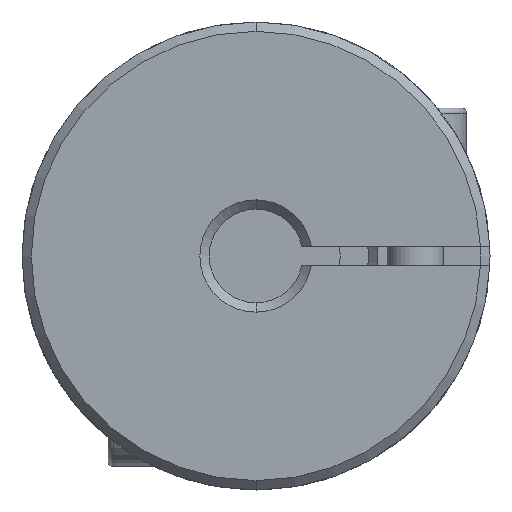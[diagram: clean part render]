
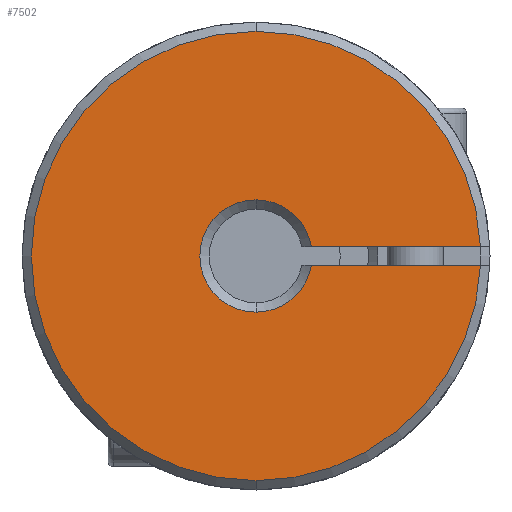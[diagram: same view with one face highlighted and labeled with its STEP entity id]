
A CAD part, front view. The second image highlights one B-rep face of the part: STEP entity #7502.
In plain terms, the highlighted planar face has unit normal (0, -1, 0).
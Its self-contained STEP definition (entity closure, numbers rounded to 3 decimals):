
#31 = DIRECTION ( 'NONE',  ( 0., -1., 0. ) ) ;
#364 = DIRECTION ( 'NONE',  ( 0., 1., 0. ) ) ;
#580 = ORIENTED_EDGE ( 'NONE', *, *, #5480, .T. ) ;
#878 = DIRECTION ( 'NONE',  ( 0., -1., 0. ) ) ;
#985 = VERTEX_POINT ( 'NONE', #8896 ) ;
#1078 = DIRECTION ( 'NONE',  ( -1., 0., 0. ) ) ;
#1096 = CARTESIAN_POINT ( 'NONE',  ( 0., 0., 0. ) ) ;
#1190 = DIRECTION ( 'NONE',  ( 0., 0., -1. ) ) ;
#1201 = EDGE_CURVE ( 'NONE', #8888, #9963, #3934, .T. ) ;
#1471 = EDGE_CURVE ( 'NONE', #4581, #4003, #7372, .T. ) ;
#1484 = VERTEX_POINT ( 'NONE', #9141 ) ;
#1736 = CARTESIAN_POINT ( 'NONE',  ( 0., 0., -12. ) ) ;
#1882 = DIRECTION ( 'NONE',  ( 1., 0., 0. ) ) ;
#2013 = AXIS2_PLACEMENT_3D ( 'NONE', #2271, #31, #3082 ) ;
#2026 = AXIS2_PLACEMENT_3D ( 'NONE', #6509, #2628, #6815 ) ;
#2271 = CARTESIAN_POINT ( 'NONE',  ( 0., 0., 0. ) ) ;
#2339 = ORIENTED_EDGE ( 'NONE', *, *, #2572, .F. ) ;
#2572 = EDGE_CURVE ( 'NONE', #1484, #4003, #7953, .T. ) ;
#2628 = DIRECTION ( 'NONE',  ( 0., 1., 0. ) ) ;
#2686 = ORIENTED_EDGE ( 'NONE', *, *, #4597, .T. ) ;
#2708 = DIRECTION ( 'NONE',  ( 0., 0., -1. ) ) ;
#2841 = PLANE ( 'NONE',  #7445 ) ;
#3024 = VERTEX_POINT ( 'NONE', #8610 ) ;
#3037 = ORIENTED_EDGE ( 'NONE', *, *, #1201, .T. ) ;
#3082 = DIRECTION ( 'NONE',  ( 0., 0., -1. ) ) ;
#3107 = DIRECTION ( 'NONE',  ( 0., 0., -1. ) ) ;
#3656 = FACE_OUTER_BOUND ( 'NONE', #7888, .T. ) ;
#3934 = CIRCLE ( 'NONE', #7193, 12. ) ;
#3975 = CIRCLE ( 'NONE', #9703, 12. ) ;
#4003 = VERTEX_POINT ( 'NONE', #8644 ) ;
#4065 = CARTESIAN_POINT ( 'NONE',  ( 2.449, 0., 0.5 ) ) ;
#4272 = AXIS2_PLACEMENT_3D ( 'NONE', #4384, #5096, #6632 ) ;
#4307 = CIRCLE ( 'NONE', #2026, 3. ) ;
#4355 = VECTOR ( 'NONE', #1078, 1000. ) ;
#4384 = CARTESIAN_POINT ( 'NONE',  ( 0., 0., 0. ) ) ;
#4581 = VERTEX_POINT ( 'NONE', #9864 ) ;
#4597 = EDGE_CURVE ( 'NONE', #9185, #4581, #9292, .T. ) ;
#4941 = CIRCLE ( 'NONE', #2013, 12. ) ;
#5083 = CARTESIAN_POINT ( 'NONE',  ( 0., 0., 12. ) ) ;
#5096 = DIRECTION ( 'NONE',  ( 0., 1., 0. ) ) ;
#5145 = DIRECTION ( 'NONE',  ( 0., 0., -1. ) ) ;
#5480 = EDGE_CURVE ( 'NONE', #985, #9185, #4307, .T. ) ;
#5848 = ORIENTED_EDGE ( 'NONE', *, *, #7077, .T. ) ;
#5871 = ORIENTED_EDGE ( 'NONE', *, *, #6605, .T. ) ;
#6061 = ORIENTED_EDGE ( 'NONE', *, *, #7409, .F. ) ;
#6487 = DIRECTION ( 'NONE',  ( 0., -1., 0. ) ) ;
#6509 = CARTESIAN_POINT ( 'NONE',  ( 0., 0., 0. ) ) ;
#6582 = ORIENTED_EDGE ( 'NONE', *, *, #1471, .T. ) ;
#6605 = EDGE_CURVE ( 'NONE', #1484, #8888, #4941, .T. ) ;
#6632 = DIRECTION ( 'NONE',  ( 0., 0., -1. ) ) ;
#6815 = DIRECTION ( 'NONE',  ( 0., 0., -1. ) ) ;
#7077 = EDGE_CURVE ( 'NONE', #9963, #3024, #3975, .T. ) ;
#7193 = AXIS2_PLACEMENT_3D ( 'NONE', #7811, #878, #3107 ) ;
#7284 = CARTESIAN_POINT ( 'NONE',  ( 12.49, 0., -0.5 ) ) ;
#7372 = CIRCLE ( 'NONE', #4272, 3. ) ;
#7409 = EDGE_CURVE ( 'NONE', #985, #3024, #9704, .T. ) ;
#7445 = AXIS2_PLACEMENT_3D ( 'NONE', #9086, #8409, #5145 ) ;
#7502 = ADVANCED_FACE ( 'NONE', ( #3656 ), #2841, .T. ) ;
#7773 = VECTOR ( 'NONE', #1882, 1000. ) ;
#7811 = CARTESIAN_POINT ( 'NONE',  ( 0., 0., 0. ) ) ;
#7888 = EDGE_LOOP ( 'NONE', ( #6061, #580, #2686, #6582, #2339, #5871, #3037, #5848 ) ) ;
#7953 = LINE ( 'NONE', #4065, #4355 ) ;
#8220 = CARTESIAN_POINT ( 'NONE',  ( 0., 0., 0. ) ) ;
#8409 = DIRECTION ( 'NONE',  ( 0., -1., 0. ) ) ;
#8610 = CARTESIAN_POINT ( 'NONE',  ( 11.99, 0., -0.5 ) ) ;
#8644 = CARTESIAN_POINT ( 'NONE',  ( 2.958, 0., 0.5 ) ) ;
#8888 = VERTEX_POINT ( 'NONE', #5083 ) ;
#8896 = CARTESIAN_POINT ( 'NONE',  ( 2.958, 0., -0.5 ) ) ;
#9086 = CARTESIAN_POINT ( 'NONE',  ( 0., 0., 0. ) ) ;
#9141 = CARTESIAN_POINT ( 'NONE',  ( 11.99, 0., 0.5 ) ) ;
#9185 = VERTEX_POINT ( 'NONE', #9736 ) ;
#9292 = CIRCLE ( 'NONE', #9782, 3. ) ;
#9703 = AXIS2_PLACEMENT_3D ( 'NONE', #1096, #6487, #2708 ) ;
#9704 = LINE ( 'NONE', #7284, #7773 ) ;
#9736 = CARTESIAN_POINT ( 'NONE',  ( 0., 0., -3. ) ) ;
#9782 = AXIS2_PLACEMENT_3D ( 'NONE', #8220, #364, #1190 ) ;
#9864 = CARTESIAN_POINT ( 'NONE',  ( 0., 0., 3. ) ) ;
#9963 = VERTEX_POINT ( 'NONE', #1736 ) ;
